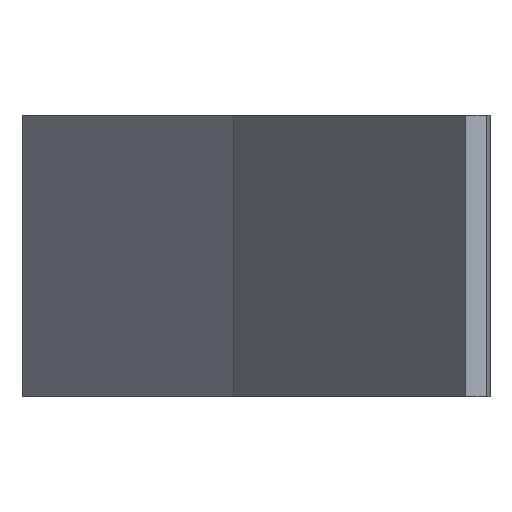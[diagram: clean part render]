
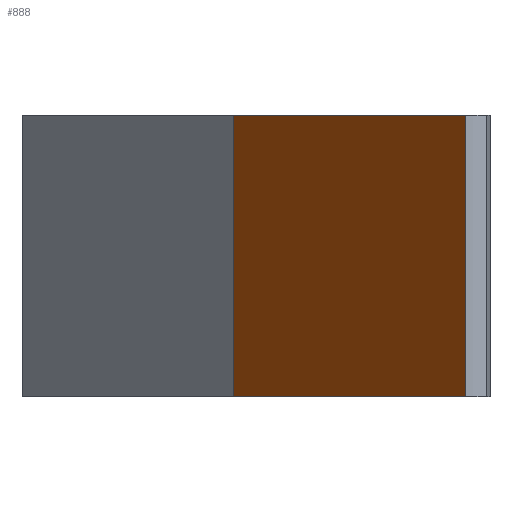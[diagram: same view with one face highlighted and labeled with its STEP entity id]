
A CAD part, front view. The second image highlights one B-rep face of the part: STEP entity #888.
In plain terms, the highlighted planar face has unit normal (-0.822, -0.569, 0).
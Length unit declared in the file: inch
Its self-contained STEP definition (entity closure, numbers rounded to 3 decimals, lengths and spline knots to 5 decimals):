
#63=FACE_OUTER_BOUND('',#114,.T.);
#114=EDGE_LOOP('',(#699,#700,#701,#702));
#245=LINE('',#1501,#304);
#247=LINE('',#1509,#306);
#252=LINE('',#1600,#311);
#257=LINE('',#1608,#316);
#304=VECTOR('',#1174,0.3937);
#306=VECTOR('',#1180,0.3937);
#311=VECTOR('',#1269,0.3937);
#316=VECTOR('',#1280,0.3937);
#359=VERTEX_POINT('',#1411);
#403=VERTEX_POINT('',#1499);
#406=VERTEX_POINT('',#1506);
#407=VERTEX_POINT('',#1508);
#497=EDGE_CURVE('',#359,#403,#245,.T.);
#500=EDGE_CURVE('',#406,#407,#247,.T.);
#546=EDGE_CURVE('',#406,#359,#252,.T.);
#551=EDGE_CURVE('',#407,#403,#257,.T.);
#699=ORIENTED_EDGE('',*,*,#497,.T.);
#700=ORIENTED_EDGE('',*,*,#551,.F.);
#701=ORIENTED_EDGE('',*,*,#500,.F.);
#702=ORIENTED_EDGE('',*,*,#546,.T.);
#880=PLANE('',#1041);
#888=ADVANCED_FACE('',(#63),#880,.T.);
#1041=AXIS2_PLACEMENT_3D('',#1607,#1278,#1279);
#1174=DIRECTION('',(0.569,-0.822,0.));
#1180=DIRECTION('',(0.569,-0.822,0.));
#1269=DIRECTION('',(0.,0.,-1.));
#1278=DIRECTION('center_axis',(-0.822,-0.569,0.));
#1279=DIRECTION('ref_axis',(-0.569,0.822,0.));
#1280=DIRECTION('',(0.,0.,-1.));
#1411=CARTESIAN_POINT('',(-0.04177,-2.40525,0.));
#1499=CARTESIAN_POINT('',(0.37,-3.,0.));
#1501=CARTESIAN_POINT('',(-0.04476,-2.40094,0.));
#1506=CARTESIAN_POINT('',(-0.04177,-2.40525,0.5));
#1508=CARTESIAN_POINT('',(0.37,-3.,0.5));
#1509=CARTESIAN_POINT('',(-0.04177,-2.40525,0.5));
#1600=CARTESIAN_POINT('',(-0.04177,-2.40525,0.5));
#1607=CARTESIAN_POINT('Origin',(0.37,-3.,0.5));
#1608=CARTESIAN_POINT('',(0.37,-3.,0.5));
